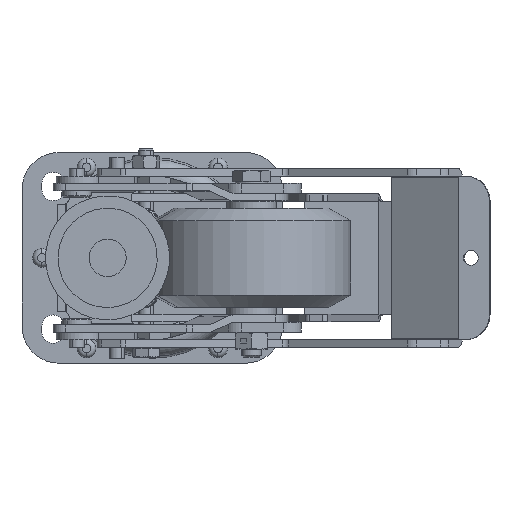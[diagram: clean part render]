
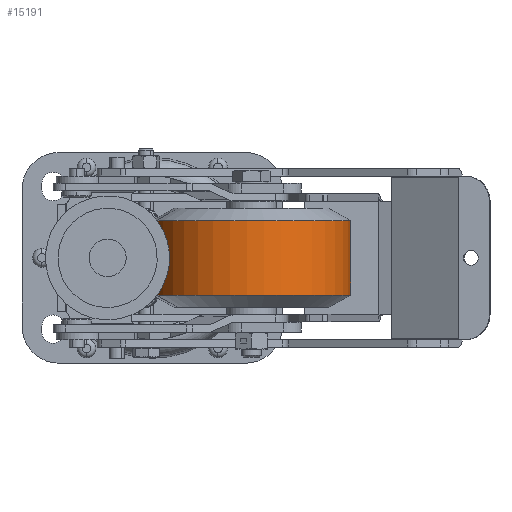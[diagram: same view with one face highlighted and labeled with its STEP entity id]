
A CAD part, front view. The second image highlights one B-rep face of the part: STEP entity #15191.
In plain terms, the highlighted cylindrical face has radius 40 mm (diameter 80 mm), a partial arc.
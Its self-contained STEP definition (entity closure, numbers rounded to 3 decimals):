
#339 = ORIENTED_EDGE ( 'NONE', *, *, #14817, .T. ) ;
#1195 = DIRECTION ( 'NONE',  ( 0., 0., 1. ) ) ;
#1528 = DIRECTION ( 'NONE',  ( -0.954, -0.301, 0. ) ) ;
#2247 = VECTOR ( 'NONE', #32128, 1000. ) ;
#4119 = DIRECTION ( 'NONE',  ( 0., 0., 1. ) ) ;
#5026 = VECTOR ( 'NONE', #4119, 1000. ) ;
#7528 = CIRCLE ( 'NONE', #48563, 40. ) ;
#9051 = DIRECTION ( 'NONE',  ( 0., 0., 1. ) ) ;
#9400 = FACE_OUTER_BOUND ( 'NONE', #30152, .T. ) ;
#10603 = CYLINDRICAL_SURFACE ( 'NONE', #48659, 40. ) ;
#12283 = AXIS2_PLACEMENT_3D ( 'NONE', #43701, #1195, #35850 ) ;
#14817 = EDGE_CURVE ( 'NONE', #32666, #28089, #18986, .T. ) ;
#15191 = ADVANCED_FACE ( 'NONE', ( #9400 ), #10603, .T. ) ;
#18986 = LINE ( 'NONE', #43319, #2247 ) ;
#21709 = ORIENTED_EDGE ( 'NONE', *, *, #37763, .T. ) ;
#22384 = CARTESIAN_POINT ( 'NONE',  ( 34.35, -37.089, 109.5 ) ) ;
#24234 = CARTESIAN_POINT ( 'NONE',  ( -3.8, -49.115, 124.5 ) ) ;
#25973 = EDGE_CURVE ( 'NONE', #30085, #47414, #48473, .T. ) ;
#26161 = DIRECTION ( 'NONE',  ( 0., 0., 1. ) ) ;
#26321 = DIRECTION ( 'NONE',  ( -0.954, -0.301, 0. ) ) ;
#26474 = ORIENTED_EDGE ( 'NONE', *, *, #39142, .F. ) ;
#28089 = VERTEX_POINT ( 'NONE', #45789 ) ;
#28468 = ORIENTED_EDGE ( 'NONE', *, *, #25973, .F. ) ;
#29476 = CIRCLE ( 'NONE', #12283, 40. ) ;
#30085 = VERTEX_POINT ( 'NONE', #38949 ) ;
#30152 = EDGE_LOOP ( 'NONE', ( #21709, #339, #26474, #28468 ) ) ;
#31861 = CARTESIAN_POINT ( 'NONE',  ( 34.35, -37.089, 94.5 ) ) ;
#32128 = DIRECTION ( 'NONE',  ( 0., 0., 1. ) ) ;
#32666 = VERTEX_POINT ( 'NONE', #41347 ) ;
#35850 = DIRECTION ( 'NONE',  ( -0.954, -0.301, 0. ) ) ;
#37763 = EDGE_CURVE ( 'NONE', #30085, #32666, #7528, .T. ) ;
#38949 = CARTESIAN_POINT ( 'NONE',  ( -3.8, -49.115, 94.5 ) ) ;
#39142 = EDGE_CURVE ( 'NONE', #47414, #28089, #29476, .T. ) ;
#41347 = CARTESIAN_POINT ( 'NONE',  ( 72.499, -25.063, 94.5 ) ) ;
#41933 = CARTESIAN_POINT ( 'NONE',  ( -3.8, -49.115, 109.5 ) ) ;
#43319 = CARTESIAN_POINT ( 'NONE',  ( 72.499, -25.063, 109.5 ) ) ;
#43701 = CARTESIAN_POINT ( 'NONE',  ( 34.35, -37.089, 124.5 ) ) ;
#45789 = CARTESIAN_POINT ( 'NONE',  ( 72.499, -25.063, 124.5 ) ) ;
#47414 = VERTEX_POINT ( 'NONE', #24234 ) ;
#48473 = LINE ( 'NONE', #41933, #5026 ) ;
#48563 = AXIS2_PLACEMENT_3D ( 'NONE', #31861, #9051, #1528 ) ;
#48659 = AXIS2_PLACEMENT_3D ( 'NONE', #22384, #26161, #26321 ) ;
